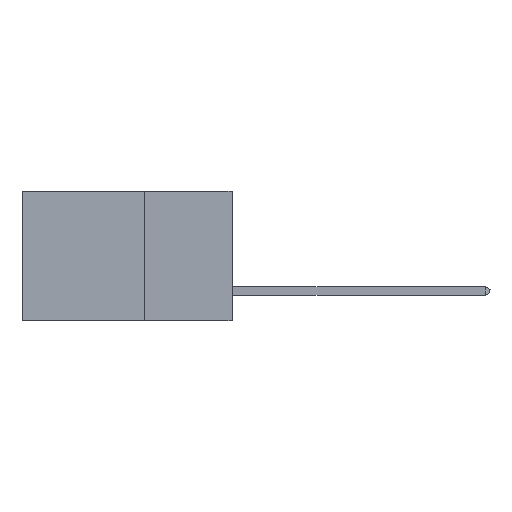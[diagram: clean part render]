
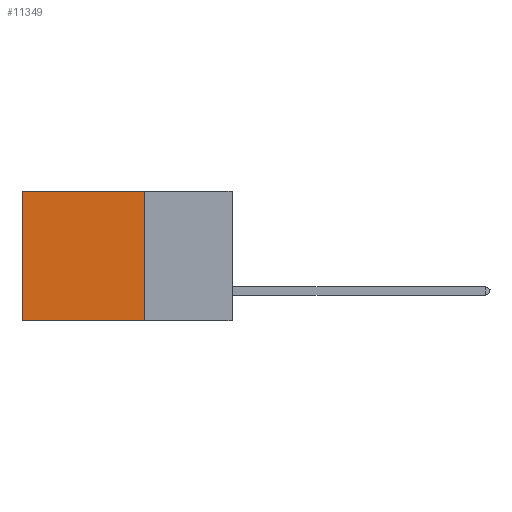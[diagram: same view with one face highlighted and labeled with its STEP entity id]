
A CAD part, left-side view. The second image highlights one B-rep face of the part: STEP entity #11349.
In plain terms, the highlighted planar face has unit normal (-1, 0, 0).
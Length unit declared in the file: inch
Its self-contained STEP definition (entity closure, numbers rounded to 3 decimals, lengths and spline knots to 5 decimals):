
#123 = ORIENTED_EDGE ( 'NONE', *, *, #21140, .F. ) ;
#2992 = ORIENTED_EDGE ( 'NONE', *, *, #15595, .T. ) ;
#3124 = ORIENTED_EDGE ( 'NONE', *, *, #22147, .T. ) ;
#3646 = LINE ( 'NONE', #13002, #30949 ) ;
#4245 = DIRECTION ( 'NONE',  ( 0., 0., -1. ) ) ;
#8456 = CARTESIAN_POINT ( 'NONE',  ( 0.2875, 0.6, 0. ) ) ;
#10422 = LINE ( 'NONE', #31059, #15938 ) ;
#10509 = FACE_OUTER_BOUND ( 'NONE', #38371, .T. ) ;
#10551 = EDGE_CURVE ( 'NONE', #37581, #30225, #3646, .T. ) ;
#10957 = VECTOR ( 'NONE', #20799, 39.37008 ) ;
#11349 = ADVANCED_FACE ( 'NONE', ( #10509 ), #37855, .F. ) ;
#13002 = CARTESIAN_POINT ( 'NONE',  ( 0.2875, 0.25, 0. ) ) ;
#13280 = VERTEX_POINT ( 'NONE', #16699 ) ;
#13303 = CARTESIAN_POINT ( 'NONE',  ( 0.2875, 0.25, -0.37 ) ) ;
#13851 = CARTESIAN_POINT ( 'NONE',  ( 0.2875, 0.25, 0. ) ) ;
#14314 = ORIENTED_EDGE ( 'NONE', *, *, #10551, .F. ) ;
#15300 = AXIS2_PLACEMENT_3D ( 'NONE', #13851, #22763, #26055 ) ;
#15595 = EDGE_CURVE ( 'NONE', #32608, #13280, #16141, .T. ) ;
#15938 = VECTOR ( 'NONE', #34725, 39.37008 ) ;
#16141 = LINE ( 'NONE', #28204, #36114 ) ;
#16699 = CARTESIAN_POINT ( 'NONE',  ( 0.2875, 0.6, -0.37 ) ) ;
#19269 = LINE ( 'NONE', #35365, #10957 ) ;
#20799 = DIRECTION ( 'NONE',  ( 0., 1., 0. ) ) ;
#21140 = EDGE_CURVE ( 'NONE', #30225, #13280, #19269, .T. ) ;
#22147 = EDGE_CURVE ( 'NONE', #37581, #32608, #10422, .T. ) ;
#22763 = DIRECTION ( 'NONE',  ( 1., 0., 0. ) ) ;
#26055 = DIRECTION ( 'NONE',  ( 0., 0., -1. ) ) ;
#28204 = CARTESIAN_POINT ( 'NONE',  ( 0.2875, 0.6, 0. ) ) ;
#30225 = VERTEX_POINT ( 'NONE', #13303 ) ;
#30949 = VECTOR ( 'NONE', #34158, 39.37008 ) ;
#31059 = CARTESIAN_POINT ( 'NONE',  ( 0.2875, 0.25, 0. ) ) ;
#32608 = VERTEX_POINT ( 'NONE', #8456 ) ;
#34158 = DIRECTION ( 'NONE',  ( 0., 0., -1. ) ) ;
#34725 = DIRECTION ( 'NONE',  ( 0., 1., 0. ) ) ;
#35365 = CARTESIAN_POINT ( 'NONE',  ( 0.2875, 0.25, -0.37 ) ) ;
#36114 = VECTOR ( 'NONE', #4245, 39.37008 ) ;
#37581 = VERTEX_POINT ( 'NONE', #38255 ) ;
#37855 = PLANE ( 'NONE',  #15300 ) ;
#38255 = CARTESIAN_POINT ( 'NONE',  ( 0.2875, 0.25, 0. ) ) ;
#38371 = EDGE_LOOP ( 'NONE', ( #2992, #123, #14314, #3124 ) ) ;
